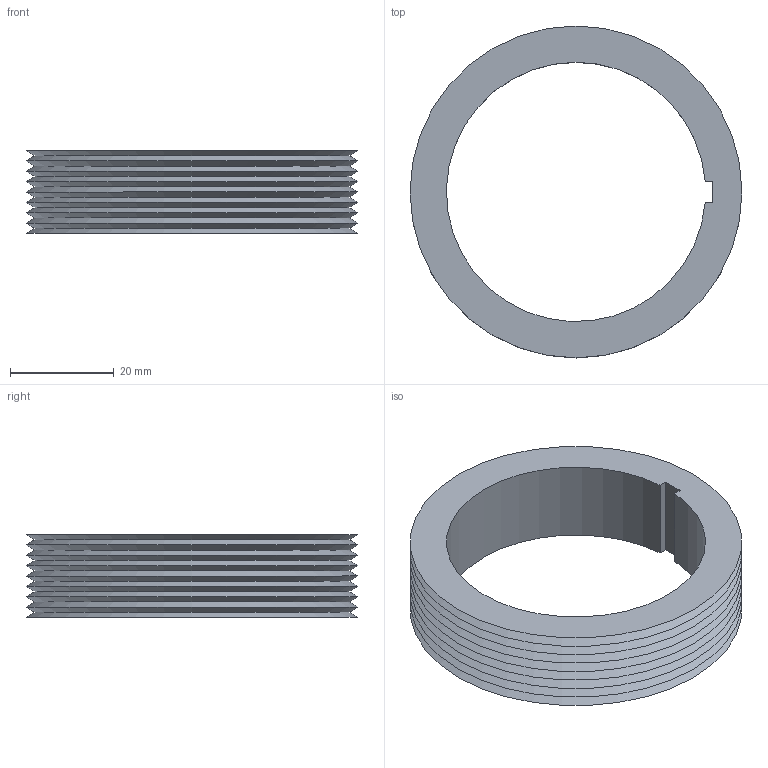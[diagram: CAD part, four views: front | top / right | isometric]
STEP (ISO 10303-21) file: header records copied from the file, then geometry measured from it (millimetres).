
FILE_DESCRIPTION(('FreeCAD Model'),'2;1');
FILE_NAME('Open CASCADE Shape Model','2023-09-23T23:25:54',(''),(''), 'Open CASCADE STEP processor 7.6','FreeCAD','Unknown');
FILE_SCHEMA(('AUTOMOTIVE_DESIGN { 1 0 10303 214 1 1 1 1 }'));
Length unit declared in the file: millimetre
Products named in the file (1): Pulley50mm-TB2
Bounding box: 64 x 64 x 16 mm (x, y, z)
Volume: 17228.9 mm3; surface area: 11316 mm2
Topology: 1 solids, 1 shells, 22 faces, 47 edges, 27 vertices
Faces by surface type: cone 16, plane 5, cylinder 1
Entity records: 1236 total; most frequent: CARTESIAN_POINT 209, DIRECTION 205, LINE 114, VECTOR 114, ORIENTED_EDGE 94, PCURVE 94, DEFINITIONAL_REPRESENTATION 94, EDGE_CURVE 47
